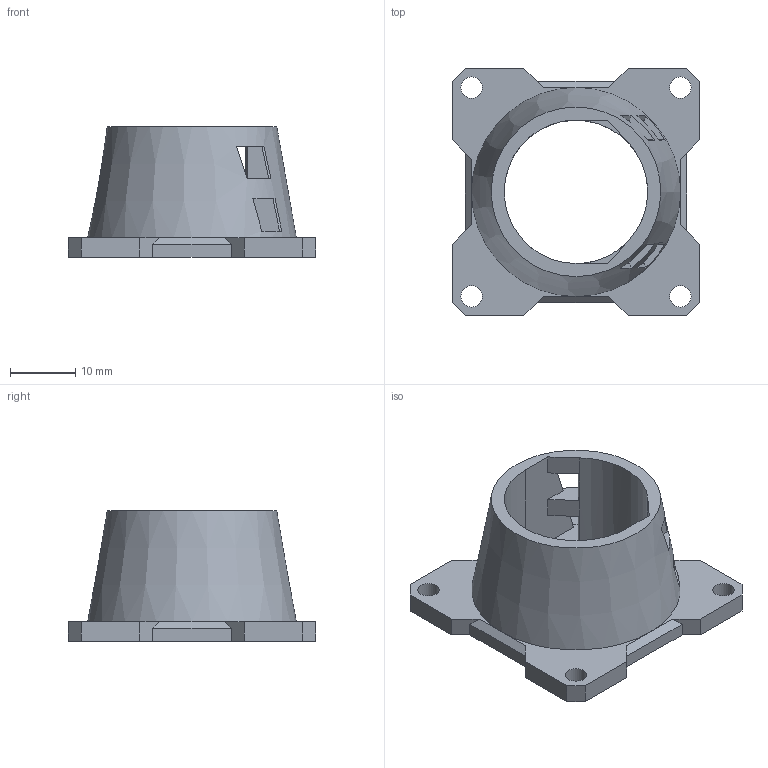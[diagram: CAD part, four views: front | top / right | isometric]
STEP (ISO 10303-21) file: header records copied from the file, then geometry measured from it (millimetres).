
FILE_DESCRIPTION(/* description */ ('STEP AP242','CAx-IF Rec.Pracs.---Representation and Presentation of Product Manufacturing Information (PMI)---4.0---2014-10-13','CAx-IF Rec.Pracs.---3D Tessellated Geometry---0.4---2014-09-14','2;1'),/* implementation_level */ '2;1');
FILE_NAME(/* name */ '61c8e562212d637db2025871',/* time_stamp */ '2021-12-26T21:57:56+00:00',/* author */ (''),/* organization */ (''),/* preprocessor_version */ 'ST-DEVELOPER v18.101',/* originating_system */ ' ',/* authorisation */ ' ');
FILE_SCHEMA (('AP242_MANAGED_MODEL_BASED_3D_ENGINEERING_MIM_LF { 1 0 10303 442 1 1 4 }'));
Length unit declared in the file: metre
Products named in the file (1): case_wire_passthrough
Bounding box: 38 x 38 x 20 mm (x, y, z)
Volume: 7070.6 mm3; surface area: 5142.1 mm2
Topology: 1 solids, 1 shells, 71 faces, 207 edges, 134 vertices
Faces by surface type: plane 56, bspline 8, cylinder 5, cone 2
Full cylindrical faces by diameter (mm): 3.3 x4, 22 x1
Entity records: 2390 total; most frequent: CARTESIAN_POINT 556, ORIENTED_EDGE 398, DIRECTION 322, EDGE_CURVE 199, LINE 140, VECTOR 140, VERTEX_POINT 133, EDGE_LOOP 92
